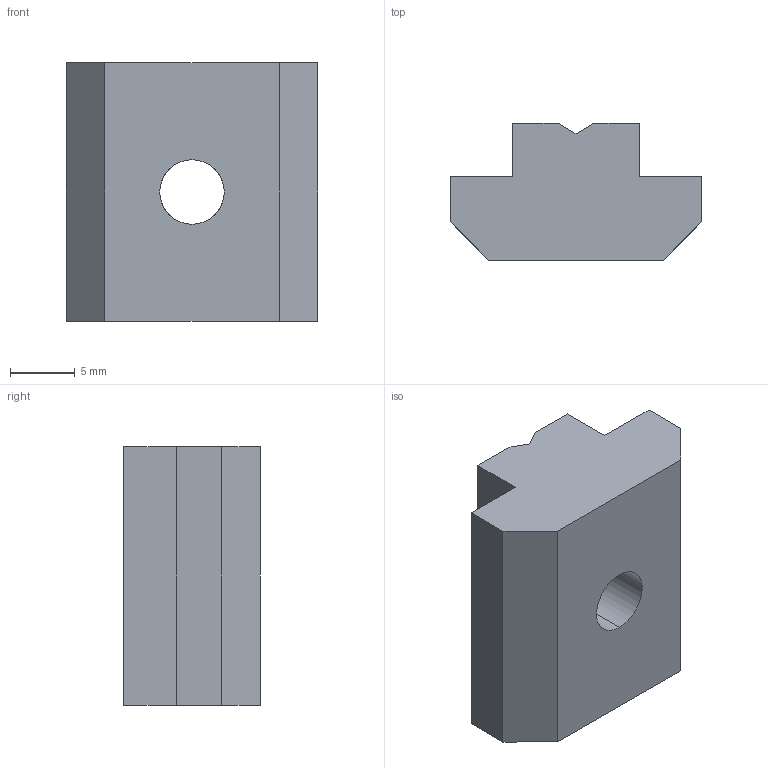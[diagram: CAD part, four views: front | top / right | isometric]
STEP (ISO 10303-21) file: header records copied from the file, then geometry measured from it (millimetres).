
FILE_DESCRIPTION (( 'STEP AP214' ), '1' );
FILE_NAME ('6211042', '2019-01-28T16:51:28', ( '' ), ('JUGARD+KÜNSTNER GmbH'), 'SwSTEP 2.0', 'SolidWorks 2017', '' );
FILE_SCHEMA (( 'AUTOMOTIVE_DESIGN' ));
Length unit declared in the file: millimetre
Products named in the file (1): 6211042
Bounding box: 19.5 x 10.6 x 20 mm (x, y, z)
Volume: 2930.5 mm3; surface area: 1574.1 mm2
Topology: 1 solids, 1 shells, 21 faces, 58 edges, 38 vertices
Faces by surface type: plane 17, cylinder 2, cone 2
Entity records: 722 total; most frequent: CARTESIAN_POINT 142, ORIENTED_EDGE 116, DIRECTION 100, EDGE_CURVE 58, VECTOR 44, LINE 44, VERTEX_POINT 38, AXIS2_PLACEMENT_3D 28
